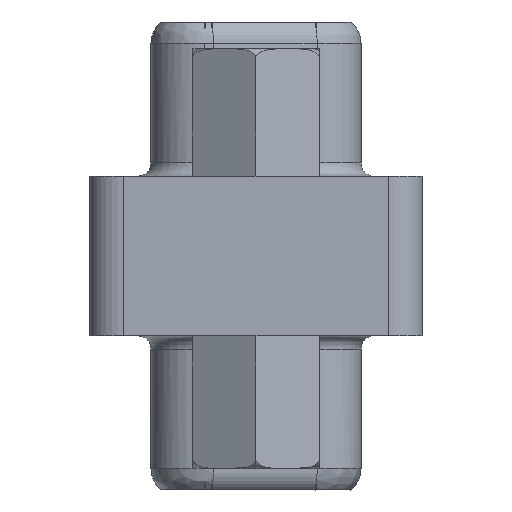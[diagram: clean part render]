
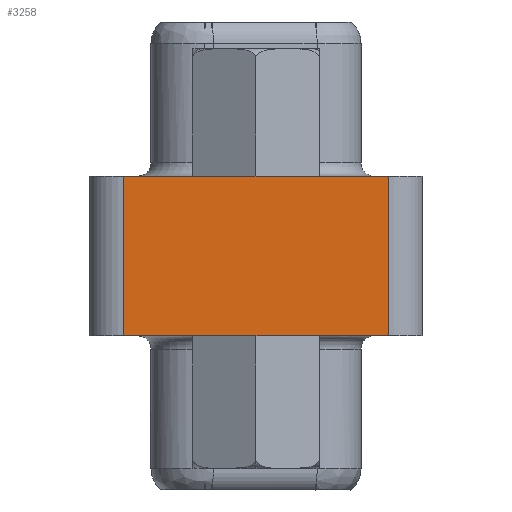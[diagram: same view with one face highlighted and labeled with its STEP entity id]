
A CAD part, front view. The second image highlights one B-rep face of the part: STEP entity #3258.
In plain terms, the highlighted planar face has unit normal (0, -1, 0).
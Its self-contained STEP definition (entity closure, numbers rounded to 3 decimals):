
#3238=AXIS2_PLACEMENT_3D('Plane Axis2P3D',#3235,#3236,#3237) ;
#2863=CARTESIAN_POINT('Vertex',(11.25,0.,5.8)) ;
#2866=CARTESIAN_POINT('Line Origine',(6.275,0.,5.8)) ;
#2870=CARTESIAN_POINT('Vertex',(1.3,0.,5.8)) ;
#3220=CARTESIAN_POINT('Vertex',(11.25,0.,11.8)) ;
#3223=CARTESIAN_POINT('Line Origine',(11.25,0.,6.272)) ;
#3235=CARTESIAN_POINT('Axis2P3D Location',(6.275,0.,6.)) ;
#3240=CARTESIAN_POINT('Line Origine',(6.275,0.,11.8)) ;
#3244=CARTESIAN_POINT('Vertex',(1.3,0.,11.8)) ;
#3247=CARTESIAN_POINT('Line Origine',(1.3,0.,8.8)) ;
#2867=DIRECTION('Vector Direction',(1.,0.,0.)) ;
#3224=DIRECTION('Vector Direction',(0.,0.,-1.)) ;
#3236=DIRECTION('Axis2P3D Direction',(0.,1.,0.)) ;
#3237=DIRECTION('Axis2P3D XDirection',(-1.,0.,0.)) ;
#3241=DIRECTION('Vector Direction',(1.,0.,0.)) ;
#3248=DIRECTION('Vector Direction',(0.,0.,1.)) ;
#2868=VECTOR('Line Direction',#2867,1.) ;
#3225=VECTOR('Line Direction',#3224,1.) ;
#3242=VECTOR('Line Direction',#3241,1.) ;
#3249=VECTOR('Line Direction',#3248,1.) ;
#3253=ORIENTED_EDGE('',*,*,#2872,.T.) ;
#3254=ORIENTED_EDGE('',*,*,#3227,.T.) ;
#3255=ORIENTED_EDGE('',*,*,#3246,.F.) ;
#3256=ORIENTED_EDGE('',*,*,#3251,.F.) ;
#3258=ADVANCED_FACE('Hauptk\X2\00F6\X0\rper',(#3257),#3239,.F.) ;
#2872=EDGE_CURVE('',#2871,#2864,#2869,.T.) ;
#3227=EDGE_CURVE('',#2864,#3221,#3226,.F.) ;
#3246=EDGE_CURVE('',#3245,#3221,#3243,.T.) ;
#3251=EDGE_CURVE('',#2871,#3245,#3250,.T.) ;
#3252=EDGE_LOOP('',(#3253,#3254,#3255,#3256)) ;
#3257=FACE_OUTER_BOUND('',#3252,.T.) ;
#2869=LINE('Line',#2866,#2868) ;
#3226=LINE('Line',#3223,#3225) ;
#3243=LINE('Line',#3240,#3242) ;
#3250=LINE('Line',#3247,#3249) ;
#3239=PLANE('',#3238) ;
#2864=VERTEX_POINT('',#2863) ;
#2871=VERTEX_POINT('',#2870) ;
#3221=VERTEX_POINT('',#3220) ;
#3245=VERTEX_POINT('',#3244) ;
